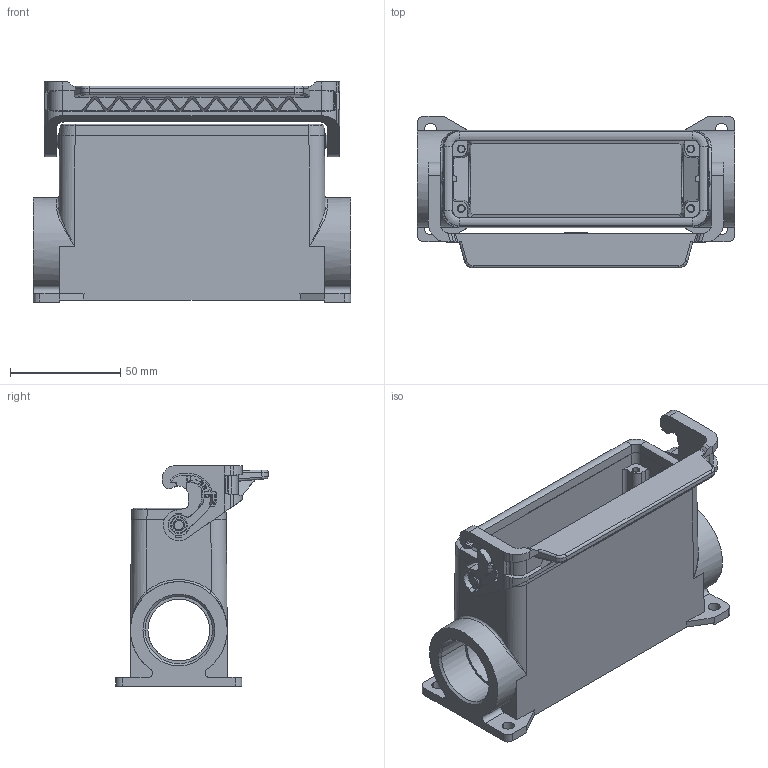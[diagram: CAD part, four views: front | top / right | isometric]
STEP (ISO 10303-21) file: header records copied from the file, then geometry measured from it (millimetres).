
FILE_DESCRIPTION(('Creo Elements/Direct Modeling STEP Export'),'2;1');
FILE_NAME('37jbk2e5pl6tt5h4548','2023-03-10T13:55:41',(''),(''),'Creo Elements/Direct Modeling STEP processor for AP214 (Solid Model)','Creo Elements/Direct Modeling 20.1B 02-Apr-2019 (C) Parametric Technology GmbH','');
FILE_SCHEMA(('AUTOMOTIVE_DESIGN { 1 0 10303 214 1 1 1 1 }'));
Length unit declared in the file: millimetre
Products named in the file (3): MLAP 24 L40; MLAP 24 L232
Assembly tree (2 placements, depth 3):
  MLAP 24 L232
    MLAP 24 L40
      MLAP 24 L40
Bounding box: 144 x 68.96 x 100 mm (x, y, z)
Volume: 172382.8 mm3; surface area: 80292 mm2
Topology: 1 solids, 1 shells, 1041 faces, 2820 edges, 1830 vertices
Faces by surface type: plane 651, cylinder 294, torus 46, cone 34, bspline 16
Entity records: 45068 total; most frequent: CARTESIAN_POINT 10936, ORIENTED_EDGE 5632, DIRECTION 5096, EDGE_CURVE 2816, VECTOR 1988, LINE 1988, VERTEX_POINT 1830, AXIS2_PLACEMENT_3D 1554
